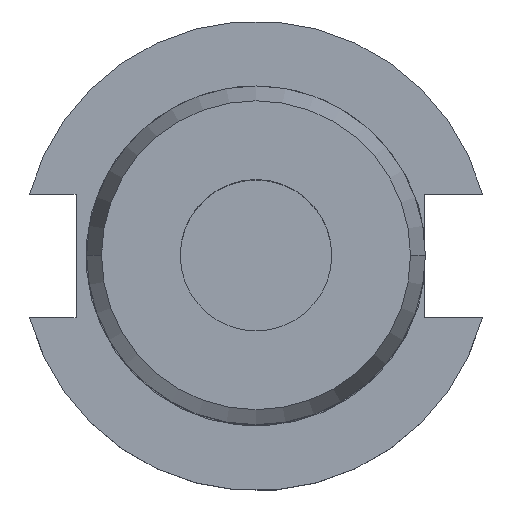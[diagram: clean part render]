
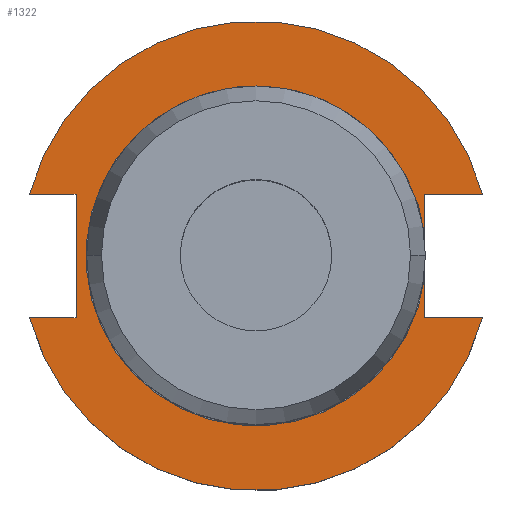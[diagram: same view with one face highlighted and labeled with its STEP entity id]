
A CAD part, top view. The second image highlights one B-rep face of the part: STEP entity #1322.
In plain terms, the highlighted planar face has unit normal (0, 0, 1).
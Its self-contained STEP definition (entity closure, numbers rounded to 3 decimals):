
#8 = CARTESIAN_POINT ( 'NONE',  ( 35.306, -12.954, 19.05 ) ) ;
#25 = VECTOR ( 'NONE', #1983, 1000. ) ;
#40 = DIRECTION ( 'NONE',  ( 1., 0., 0. ) ) ;
#43 = EDGE_LOOP ( 'NONE', ( #1122, #958, #1826, #754, #1545, #442, #187, #149, #1601, #1526 ) ) ;
#62 = DIRECTION ( 'NONE',  ( 1., 0., 0. ) ) ;
#73 = LINE ( 'NONE', #1578, #533 ) ;
#94 = PLANE ( 'NONE',  #1030 ) ;
#149 = ORIENTED_EDGE ( 'NONE', *, *, #479, .F. ) ;
#179 = CARTESIAN_POINT ( 'NONE',  ( -37.719, 12.954, 19.05 ) ) ;
#187 = ORIENTED_EDGE ( 'NONE', *, *, #808, .F. ) ;
#213 = AXIS2_PLACEMENT_3D ( 'NONE', #1456, #697, #1767 ) ;
#218 = CARTESIAN_POINT ( 'NONE',  ( -37.719, 12.954, 19.05 ) ) ;
#224 = VERTEX_POINT ( 'NONE', #715 ) ;
#254 = EDGE_CURVE ( 'NONE', #224, #997, #705, .T. ) ;
#295 = CARTESIAN_POINT ( 'NONE',  ( 35.306, 4.757, 19.05 ) ) ;
#315 = EDGE_CURVE ( 'NONE', #1342, #1933, #1292, .T. ) ;
#341 = DIRECTION ( 'NONE',  ( 0., 1., 0. ) ) ;
#344 = VECTOR ( 'NONE', #40, 1000. ) ;
#345 = FACE_OUTER_BOUND ( 'NONE', #43, .T. ) ;
#366 = VECTOR ( 'NONE', #1242, 1000. ) ;
#377 = CARTESIAN_POINT ( 'NONE',  ( 35.306, -4.757, 19.05 ) ) ;
#385 = AXIS2_PLACEMENT_3D ( 'NONE', #522, #1434, #1758 ) ;
#424 = CARTESIAN_POINT ( 'NONE',  ( 0., 49.212, 19.05 ) ) ;
#431 = CARTESIAN_POINT ( 'NONE',  ( -47.477, 12.954, 19.05 ) ) ;
#442 = ORIENTED_EDGE ( 'NONE', *, *, #718, .F. ) ;
#479 = EDGE_CURVE ( 'NONE', #1342, #1405, #1543, .T. ) ;
#509 = DIRECTION ( 'NONE',  ( 0., -1., 0. ) ) ;
#522 = CARTESIAN_POINT ( 'NONE',  ( 0., 0., 19.05 ) ) ;
#533 = VECTOR ( 'NONE', #509, 1000. ) ;
#634 = DIRECTION ( 'NONE',  ( -1., 0., 0. ) ) ;
#658 = CARTESIAN_POINT ( 'NONE',  ( 35.306, 12.954, 19.05 ) ) ;
#697 = DIRECTION ( 'NONE',  ( 0., 0., 1. ) ) ;
#705 = LINE ( 'NONE', #1378, #25 ) ;
#715 = CARTESIAN_POINT ( 'NONE',  ( 47.477, 12.954, 19.05 ) ) ;
#718 = EDGE_CURVE ( 'NONE', #1523, #1389, #1614, .T. ) ;
#754 = ORIENTED_EDGE ( 'NONE', *, *, #254, .F. ) ;
#808 = EDGE_CURVE ( 'NONE', #1405, #1523, #1331, .T. ) ;
#928 = EDGE_CURVE ( 'NONE', #997, #1768, #73, .T. ) ;
#957 = CARTESIAN_POINT ( 'NONE',  ( 35.306, 12.954, 19.05 ) ) ;
#958 = ORIENTED_EDGE ( 'NONE', *, *, #1379, .T. ) ;
#997 = VERTEX_POINT ( 'NONE', #957 ) ;
#1030 = AXIS2_PLACEMENT_3D ( 'NONE', #424, #1324, #1488 ) ;
#1045 = EDGE_CURVE ( 'NONE', #1512, #1061, #1327, .T. ) ;
#1061 = VERTEX_POINT ( 'NONE', #1304 ) ;
#1122 = ORIENTED_EDGE ( 'NONE', *, *, #1045, .F. ) ;
#1170 = EDGE_CURVE ( 'NONE', #1061, #1933, #1659, .T. ) ;
#1242 = DIRECTION ( 'NONE',  ( 1., 0., 0. ) ) ;
#1292 = CIRCLE ( 'NONE', #213, 49.212 ) ;
#1304 = CARTESIAN_POINT ( 'NONE',  ( 35.306, -12.954, 19.05 ) ) ;
#1322 = ADVANCED_FACE ( 'NONE', ( #345 ), #94, .T. ) ;
#1324 = DIRECTION ( 'NONE',  ( 0., 0., 1. ) ) ;
#1327 = LINE ( 'NONE', #658, #1877 ) ;
#1331 = LINE ( 'NONE', #179, #1807 ) ;
#1342 = VERTEX_POINT ( 'NONE', #1944 ) ;
#1378 = CARTESIAN_POINT ( 'NONE',  ( 35.306, 12.954, 19.05 ) ) ;
#1379 = EDGE_CURVE ( 'NONE', #1512, #1768, #1521, .T. ) ;
#1389 = VERTEX_POINT ( 'NONE', #431 ) ;
#1392 = EDGE_CURVE ( 'NONE', #224, #1389, #1830, .T. ) ;
#1405 = VERTEX_POINT ( 'NONE', #1449 ) ;
#1434 = DIRECTION ( 'NONE',  ( 0., 0., 1. ) ) ;
#1439 = DIRECTION ( 'NONE',  ( 0., -1., 0. ) ) ;
#1449 = CARTESIAN_POINT ( 'NONE',  ( -37.719, -12.954, 19.05 ) ) ;
#1456 = CARTESIAN_POINT ( 'NONE',  ( 0., 0., 19.05 ) ) ;
#1482 = CARTESIAN_POINT ( 'NONE',  ( -63.719, 12.954, 19.05 ) ) ;
#1488 = DIRECTION ( 'NONE',  ( 1., 0., 0. ) ) ;
#1512 = VERTEX_POINT ( 'NONE', #377 ) ;
#1521 = CIRCLE ( 'NONE', #1970, 35.625 ) ;
#1523 = VERTEX_POINT ( 'NONE', #218 ) ;
#1526 = ORIENTED_EDGE ( 'NONE', *, *, #1170, .F. ) ;
#1533 = CARTESIAN_POINT ( 'NONE',  ( 47.477, -12.954, 19.05 ) ) ;
#1543 = LINE ( 'NONE', #1888, #344 ) ;
#1545 = ORIENTED_EDGE ( 'NONE', *, *, #1392, .T. ) ;
#1568 = VECTOR ( 'NONE', #634, 1000. ) ;
#1578 = CARTESIAN_POINT ( 'NONE',  ( 35.306, 12.954, 19.05 ) ) ;
#1601 = ORIENTED_EDGE ( 'NONE', *, *, #315, .T. ) ;
#1604 = DIRECTION ( 'NONE',  ( 0., 0., -1. ) ) ;
#1614 = LINE ( 'NONE', #1482, #1568 ) ;
#1659 = LINE ( 'NONE', #8, #366 ) ;
#1758 = DIRECTION ( 'NONE',  ( 1., 0., 0. ) ) ;
#1765 = CARTESIAN_POINT ( 'NONE',  ( 0., 0., 19.05 ) ) ;
#1767 = DIRECTION ( 'NONE',  ( 1., 0., 0. ) ) ;
#1768 = VERTEX_POINT ( 'NONE', #295 ) ;
#1807 = VECTOR ( 'NONE', #341, 1000. ) ;
#1826 = ORIENTED_EDGE ( 'NONE', *, *, #928, .F. ) ;
#1830 = CIRCLE ( 'NONE', #385, 49.212 ) ;
#1877 = VECTOR ( 'NONE', #1439, 1000. ) ;
#1888 = CARTESIAN_POINT ( 'NONE',  ( -63.719, -12.954, 19.05 ) ) ;
#1933 = VERTEX_POINT ( 'NONE', #1533 ) ;
#1944 = CARTESIAN_POINT ( 'NONE',  ( -47.477, -12.954, 19.05 ) ) ;
#1970 = AXIS2_PLACEMENT_3D ( 'NONE', #1765, #1604, #62 ) ;
#1983 = DIRECTION ( 'NONE',  ( -1., 0., 0. ) ) ;
